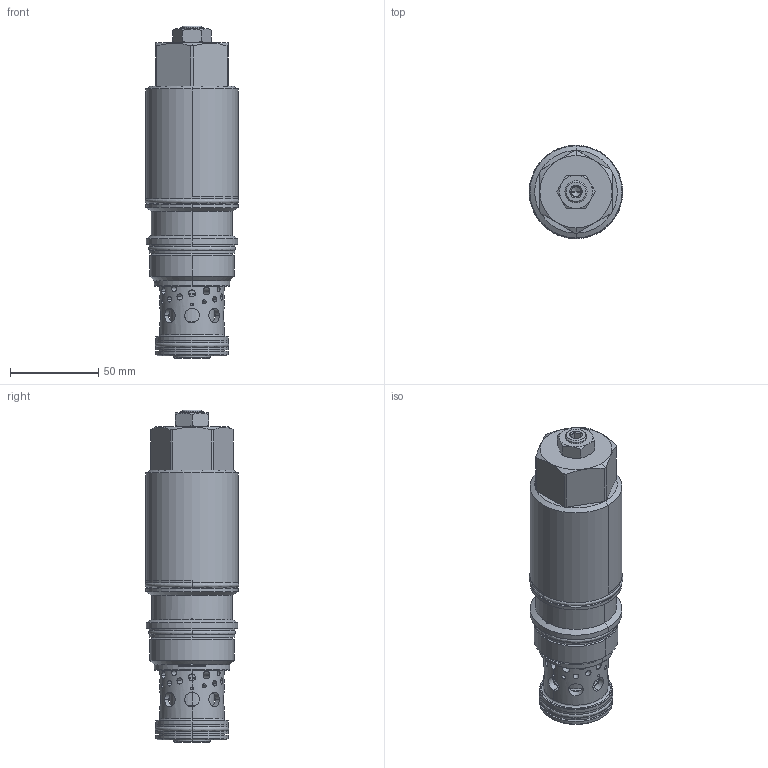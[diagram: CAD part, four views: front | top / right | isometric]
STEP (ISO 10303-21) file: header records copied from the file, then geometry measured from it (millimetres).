
FILE_DESCRIPTION((''),'2;1');
FILE_NAME('MBIB-LHN_PRT','2010-01-12T',('Administrator'),(''),'PRO/ENGINEER BY PARAMETRIC TECHNOLOGY CORPORATION, 2006240','PRO/ENGINEER BY PARAMETRIC TECHNOLOGY CORPORATION, 2006240','');
FILE_SCHEMA(('CONFIG_CONTROL_DESIGN'));
Length unit declared in the file: inch
Products named in the file (1): MBIB-LHN_PRT
Bounding box: 53.06 x 53.06 x 188.5 mm (x, y, z)
Volume: 268619 mm3; surface area: 67534.3 mm2
Topology: 6 solids, 8 shells, 482 faces, 1171 edges, 708 vertices
Faces by surface type: cylinder 236, cone 110, plane 79, torus 45, revolution 12
Entity records: 18493 total; most frequent: CARTESIAN_POINT 7199, DIRECTION 2336, ORIENTED_EDGE 2330, EDGE_CURVE 1165, AXIS2_PLACEMENT_3D 970, VERTEX_POINT 708, EDGE_LOOP 593, CIRCLE 500
